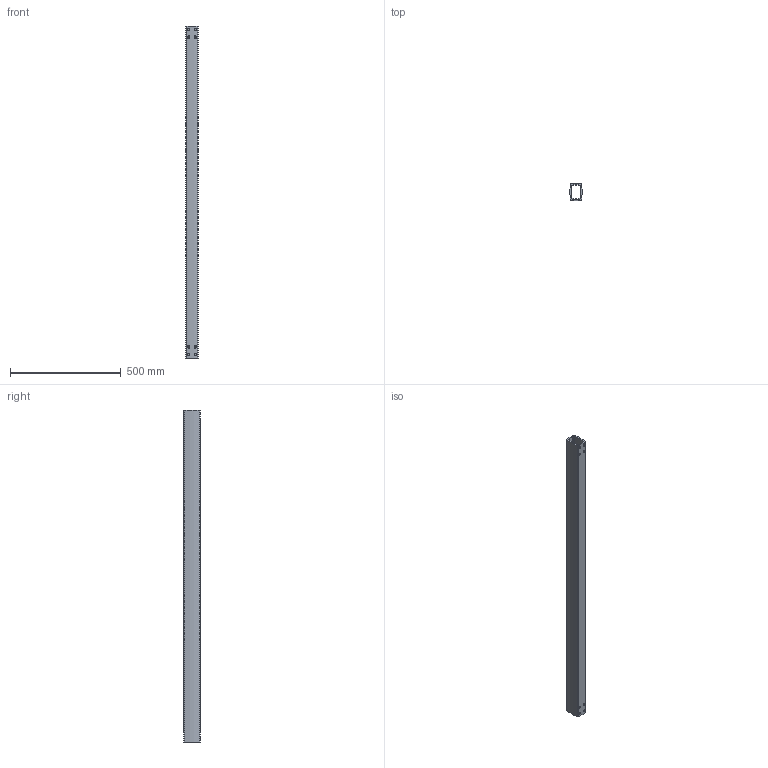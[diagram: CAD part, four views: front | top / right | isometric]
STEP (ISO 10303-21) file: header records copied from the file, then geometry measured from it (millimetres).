
FILE_DESCRIPTION((''),'2;1');
FILE_NAME('9524700006_ASM','2015-07-15T',('Falk.Schoember'),(''),'PRO/ENGINEER BY PARAMETRIC TECHNOLOGY CORPORATION, 2012360','PRO/ENGINEER BY PARAMETRIC TECHNOLOGY CORPORATION, 2012360','');
FILE_SCHEMA(('AUTOMOTIVE_DESIGN { 1 0 10303 214 1 1 1 1 }'));
Length unit declared in the file: millimetre
Products named in the file (2): 9206083000_AF5; 9524700006_ASM
Assembly tree (1 placements, depth 2):
  9524700006_ASM
    9206083000_AF5
Bounding box: 54.5 x 74.71 x 1500 mm (x, y, z)
Volume: 1894149.6 mm3; surface area: 1016112.5 mm2
Topology: 1 solids, 14 shells, 124 faces, 444 edges, 320 vertices
Faces by surface type: cylinder 76, plane 24, cone 24
Entity records: 6952 total; most frequent: CARTESIAN_POINT 1419, DIRECTION 842, ORIENTED_EDGE 752, EDGE_CURVE 444, AXIS2_PLACEMENT_3D 343, VERTEX_POINT 320, PRESENTATION_STYLE_ASSIGNMENT 259, STYLED_ITEM 259
